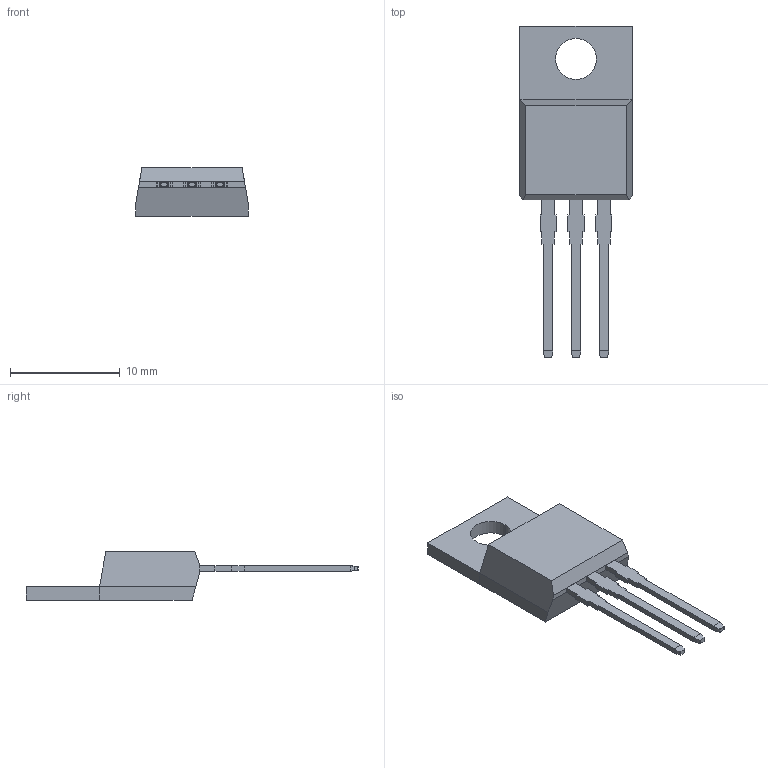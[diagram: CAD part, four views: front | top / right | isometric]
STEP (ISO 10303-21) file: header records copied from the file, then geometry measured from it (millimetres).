
FILE_DESCRIPTION (( 'STEP AP214' ), '1' );
FILE_NAME ('IRF530.STEP', '2022-06-14T00:19:26', ( '' ), ( '' ), 'SwSTEP 2.0', 'SolidWorks 2017', '' );
FILE_SCHEMA (( 'AUTOMOTIVE_DESIGN' ));
Length unit declared in the file: inch
Products named in the file (1): IRF530
Bounding box: 10.24 x 30.25 x 4.45 mm (x, y, z)
Volume: 472.1 mm3; surface area: 750 mm2
Topology: 5 solids, 5 shells, 106 faces, 272 edges, 176 vertices
Faces by surface type: plane 92, cylinder 14
Entity records: 3220 total; most frequent: CARTESIAN_POINT 627, ORIENTED_EDGE 544, DIRECTION 466, EDGE_CURVE 272, VECTOR 244, LINE 244, VERTEX_POINT 176, AXIS2_PLACEMENT_3D 111
